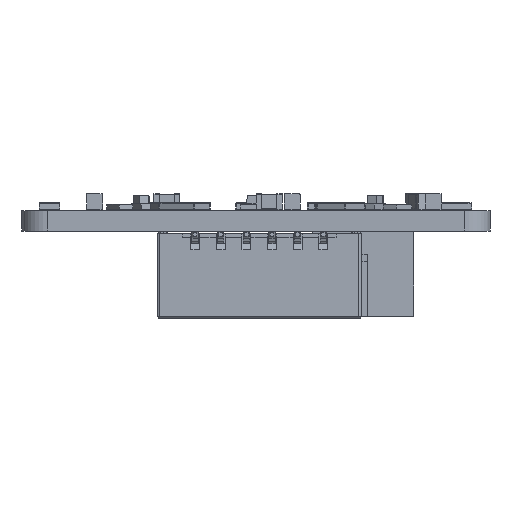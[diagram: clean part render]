
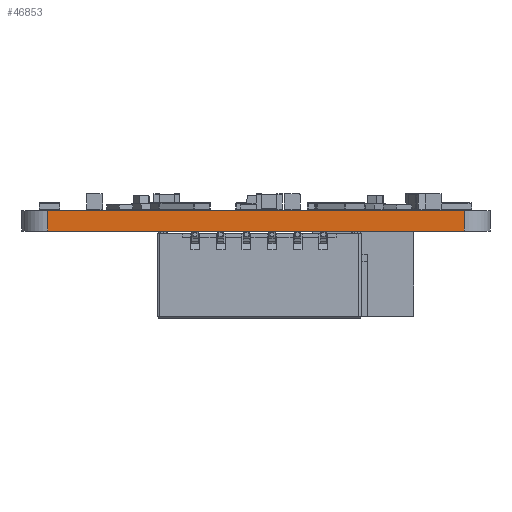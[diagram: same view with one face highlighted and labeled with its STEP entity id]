
A CAD part, front view. The second image highlights one B-rep face of the part: STEP entity #46853.
In plain terms, the highlighted planar face has unit normal (0, -1, 0).
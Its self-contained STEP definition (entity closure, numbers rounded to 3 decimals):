
#45854 = PLANE('',#45855);
#45855 = AXIS2_PLACEMENT_3D('',#45856,#45857,#45858);
#45856 = CARTESIAN_POINT('',(193.659,-99.708,1.6));
#45857 = DIRECTION('',(0.,0.,1.));
#45858 = DIRECTION('',(1.,0.,0.));
#45909 = PLANE('',#45910);
#45910 = AXIS2_PLACEMENT_3D('',#45911,#45912,#45913);
#45911 = CARTESIAN_POINT('',(193.659,-99.708,0.));
#45912 = DIRECTION('',(0.,0.,1.));
#45913 = DIRECTION('',(1.,0.,0.));
#46102 = VERTEX_POINT('',#46103);
#46103 = CARTESIAN_POINT('',(177.384,-120.8,0.));
#46118 = CYLINDRICAL_SURFACE('',#46119,2.);
#46119 = AXIS2_PLACEMENT_3D('',#46120,#46121,#46122);
#46120 = CARTESIAN_POINT('',(177.384,-118.8,0.));
#46121 = DIRECTION('',(0.,0.,-1.));
#46122 = DIRECTION('',(1.,0.,0.));
#46130 = EDGE_CURVE('',#46102,#46131,#46133,.T.);
#46131 = VERTEX_POINT('',#46132);
#46132 = CARTESIAN_POINT('',(209.922,-120.8,0.));
#46133 = SURFACE_CURVE('',#46134,(#46138,#46145),.PCURVE_S1.);
#46134 = LINE('',#46135,#46136);
#46135 = CARTESIAN_POINT('',(177.384,-120.8,0.));
#46136 = VECTOR('',#46137,1.);
#46137 = DIRECTION('',(1.,0.,0.));
#46138 = PCURVE('',#45909,#46139);
#46139 = DEFINITIONAL_REPRESENTATION('',(#46140),#46144);
#46140 = LINE('',#46141,#46142);
#46141 = CARTESIAN_POINT('',(-16.276,-21.091));
#46142 = VECTOR('',#46143,1.);
#46143 = DIRECTION('',(1.,0.));
#46144 = ( GEOMETRIC_REPRESENTATION_CONTEXT(2) 
PARAMETRIC_REPRESENTATION_CONTEXT() REPRESENTATION_CONTEXT('2D SPACE',''
  ) );
#46145 = PCURVE('',#46146,#46151);
#46146 = PLANE('',#46147);
#46147 = AXIS2_PLACEMENT_3D('',#46148,#46149,#46150);
#46148 = CARTESIAN_POINT('',(177.384,-120.8,0.));
#46149 = DIRECTION('',(0.,1.,0.));
#46150 = DIRECTION('',(1.,0.,0.));
#46151 = DEFINITIONAL_REPRESENTATION('',(#46152),#46156);
#46152 = LINE('',#46153,#46154);
#46153 = CARTESIAN_POINT('',(0.,0.));
#46154 = VECTOR('',#46155,1.);
#46155 = DIRECTION('',(1.,0.));
#46156 = ( GEOMETRIC_REPRESENTATION_CONTEXT(2) 
PARAMETRIC_REPRESENTATION_CONTEXT() REPRESENTATION_CONTEXT('2D SPACE',''
  ) );
#46175 = CYLINDRICAL_SURFACE('',#46176,2.);
#46176 = AXIS2_PLACEMENT_3D('',#46177,#46178,#46179);
#46177 = CARTESIAN_POINT('',(209.922,-118.8,0.));
#46178 = DIRECTION('',(0.,0.,-1.));
#46179 = DIRECTION('',(1.,0.,0.));
#46450 = VERTEX_POINT('',#46451);
#46451 = CARTESIAN_POINT('',(177.384,-120.8,1.6));
#46473 = EDGE_CURVE('',#46450,#46474,#46476,.T.);
#46474 = VERTEX_POINT('',#46475);
#46475 = CARTESIAN_POINT('',(209.922,-120.8,1.6));
#46476 = SURFACE_CURVE('',#46477,(#46481,#46488),.PCURVE_S1.);
#46477 = LINE('',#46478,#46479);
#46478 = CARTESIAN_POINT('',(177.384,-120.8,1.6));
#46479 = VECTOR('',#46480,1.);
#46480 = DIRECTION('',(1.,0.,0.));
#46481 = PCURVE('',#45854,#46482);
#46482 = DEFINITIONAL_REPRESENTATION('',(#46483),#46487);
#46483 = LINE('',#46484,#46485);
#46484 = CARTESIAN_POINT('',(-16.276,-21.091));
#46485 = VECTOR('',#46486,1.);
#46486 = DIRECTION('',(1.,0.));
#46487 = ( GEOMETRIC_REPRESENTATION_CONTEXT(2) 
PARAMETRIC_REPRESENTATION_CONTEXT() REPRESENTATION_CONTEXT('2D SPACE',''
  ) );
#46488 = PCURVE('',#46146,#46489);
#46489 = DEFINITIONAL_REPRESENTATION('',(#46490),#46494);
#46490 = LINE('',#46491,#46492);
#46491 = CARTESIAN_POINT('',(0.,-1.6));
#46492 = VECTOR('',#46493,1.);
#46493 = DIRECTION('',(1.,0.));
#46494 = ( GEOMETRIC_REPRESENTATION_CONTEXT(2) 
PARAMETRIC_REPRESENTATION_CONTEXT() REPRESENTATION_CONTEXT('2D SPACE',''
  ) );
#46805 = EDGE_CURVE('',#46102,#46450,#46806,.T.);
#46806 = SURFACE_CURVE('',#46807,(#46811,#46818),.PCURVE_S1.);
#46807 = LINE('',#46808,#46809);
#46808 = CARTESIAN_POINT('',(177.384,-120.8,0.));
#46809 = VECTOR('',#46810,1.);
#46810 = DIRECTION('',(0.,0.,1.));
#46811 = PCURVE('',#46118,#46812);
#46812 = DEFINITIONAL_REPRESENTATION('',(#46813),#46817);
#46813 = LINE('',#46814,#46815);
#46814 = CARTESIAN_POINT('',(-4.712,0.));
#46815 = VECTOR('',#46816,1.);
#46816 = DIRECTION('',(0.,-1.));
#46817 = ( GEOMETRIC_REPRESENTATION_CONTEXT(2) 
PARAMETRIC_REPRESENTATION_CONTEXT() REPRESENTATION_CONTEXT('2D SPACE',''
  ) );
#46818 = PCURVE('',#46146,#46819);
#46819 = DEFINITIONAL_REPRESENTATION('',(#46820),#46824);
#46820 = LINE('',#46821,#46822);
#46821 = CARTESIAN_POINT('',(0.,0.));
#46822 = VECTOR('',#46823,1.);
#46823 = DIRECTION('',(0.,-1.));
#46824 = ( GEOMETRIC_REPRESENTATION_CONTEXT(2) 
PARAMETRIC_REPRESENTATION_CONTEXT() REPRESENTATION_CONTEXT('2D SPACE',''
  ) );
#46853 = ADVANCED_FACE('',(#46854),#46146,.F.);
#46854 = FACE_BOUND('',#46855,.F.);
#46855 = EDGE_LOOP('',(#46856,#46857,#46858,#46879));
#46856 = ORIENTED_EDGE('',*,*,#46805,.T.);
#46857 = ORIENTED_EDGE('',*,*,#46473,.T.);
#46858 = ORIENTED_EDGE('',*,*,#46859,.F.);
#46859 = EDGE_CURVE('',#46131,#46474,#46860,.T.);
#46860 = SURFACE_CURVE('',#46861,(#46865,#46872),.PCURVE_S1.);
#46861 = LINE('',#46862,#46863);
#46862 = CARTESIAN_POINT('',(209.922,-120.8,0.));
#46863 = VECTOR('',#46864,1.);
#46864 = DIRECTION('',(0.,0.,1.));
#46865 = PCURVE('',#46146,#46866);
#46866 = DEFINITIONAL_REPRESENTATION('',(#46867),#46871);
#46867 = LINE('',#46868,#46869);
#46868 = CARTESIAN_POINT('',(32.538,0.));
#46869 = VECTOR('',#46870,1.);
#46870 = DIRECTION('',(0.,-1.));
#46871 = ( GEOMETRIC_REPRESENTATION_CONTEXT(2) 
PARAMETRIC_REPRESENTATION_CONTEXT() REPRESENTATION_CONTEXT('2D SPACE',''
  ) );
#46872 = PCURVE('',#46175,#46873);
#46873 = DEFINITIONAL_REPRESENTATION('',(#46874),#46878);
#46874 = LINE('',#46875,#46876);
#46875 = CARTESIAN_POINT('',(-4.712,0.));
#46876 = VECTOR('',#46877,1.);
#46877 = DIRECTION('',(0.,-1.));
#46878 = ( GEOMETRIC_REPRESENTATION_CONTEXT(2) 
PARAMETRIC_REPRESENTATION_CONTEXT() REPRESENTATION_CONTEXT('2D SPACE',''
  ) );
#46879 = ORIENTED_EDGE('',*,*,#46130,.F.);
